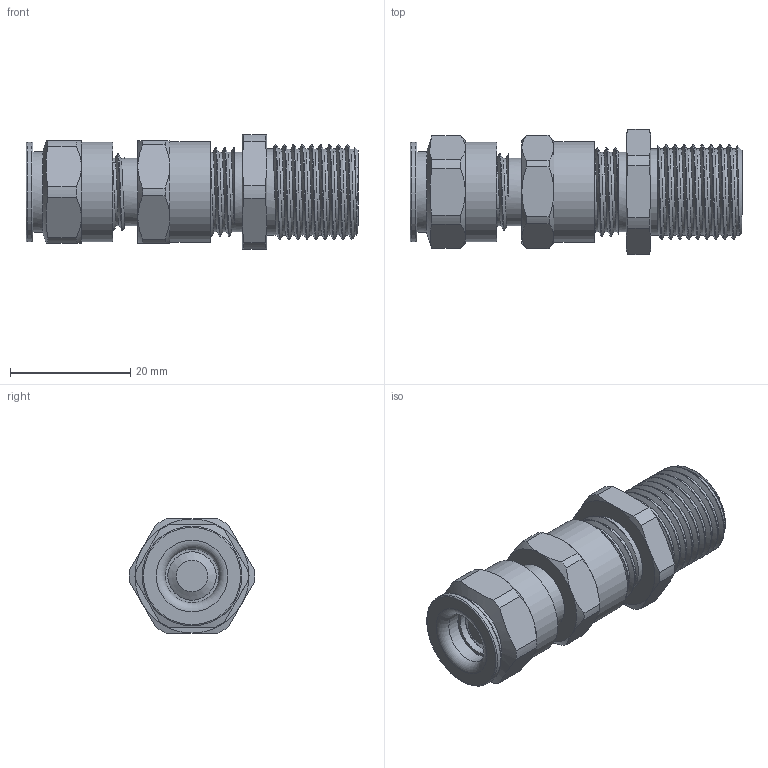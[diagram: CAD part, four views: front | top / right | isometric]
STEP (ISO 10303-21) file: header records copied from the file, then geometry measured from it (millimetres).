
FILE_DESCRIPTION(/* description */ ('ADE-4F M16x1,5, No 4'),/* implementation_level */ '2;1');
FILE_NAME(/* name */ '00846574V1-RST.stp',/* time_stamp */ '2021-10-20T09:25:25+02:00',/* author */ ('sl'),/* organization */ (''),/* preprocessor_version */ 'ST-DEVELOPER v16.5',/* originating_system */ 'Autodesk Inventor 2017',/* authorisation */ '');
FILE_SCHEMA (('AUTOMOTIVE_DESIGN { 1 0 10303 214 3 1 1 }'));
Length unit declared in the file: millimetre
Products named in the file (9): 00846574V1; 00846574V1_1; 00846574V1_2; 00846574V1_3; 00846574V1_4; 00846574V1_5; 00846574V1_6; 00846574V1_7; 00846574V1_8
Assembly tree (8 placements, depth 2):
  00846574V1
    00846574V1_1
    00846574V1_2
    00846574V1_3
    00846574V1_4
    00846574V1_5
    00846574V1_6
    00846574V1_7
    00846574V1_8
Bounding box: 55.32 x 20.86 x 19 mm (x, y, z)
Volume: 6991 mm3; surface area: 9639.1 mm2
Topology: 10 solids, 10 shells, 220 faces, 484 edges, 302 vertices
Faces by surface type: cylinder 85, plane 61, cone 47, torus 17, bspline 10
Full cylindrical faces by diameter (mm): 5.48 x1, 5.5 x1, 5.66 x1, 7.53 x1, 7.55 x1, 7.7 x1, 8.04 x1, 8.36 x1, 8.58 x1, 8.67 x1, 8.92 x1, 9.12 x1, 9.52 x1, 9.65 x1, 9.67 x1, 9.98 x2, 10.08 x1, 10.1 x1, 10.38 x1, 10.77 x1, 10.93 x1, 11.27 x3, 11.53 x1, 11.75 x1, 11.78 x5, 11.98 x2, 13.248 x5, 13.39 x1, 13.71 x5, 14.358 x9
Entity records: 10451 total; most frequent: CARTESIAN_POINT 6542, DIRECTION 798, ORIENTED_EDGE 650, AXIS2_PLACEMENT_3D 381, EDGE_CURVE 323, EDGE_LOOP 296, VERTEX_POINT 237, FACE_OUTER_BOUND 193
